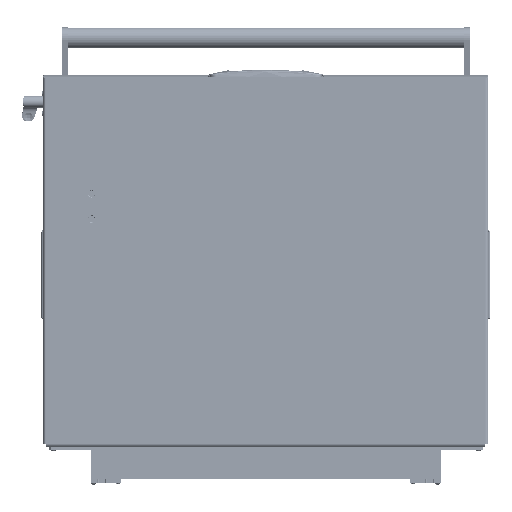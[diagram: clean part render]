
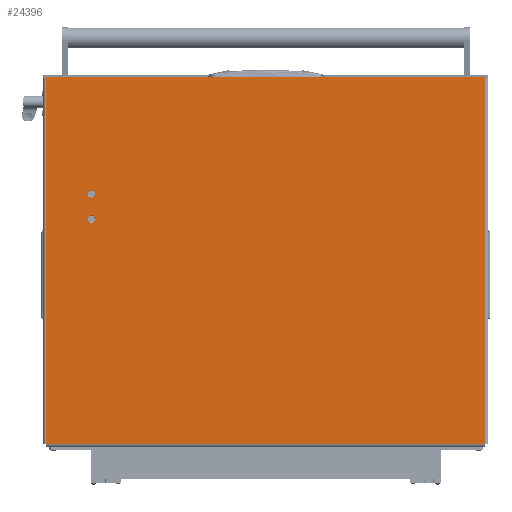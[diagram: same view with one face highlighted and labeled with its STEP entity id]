
A CAD part, front view. The second image highlights one B-rep face of the part: STEP entity #24396.
In plain terms, the highlighted face is planar.
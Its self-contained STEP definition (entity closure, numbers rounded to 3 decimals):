
#141 = CARTESIAN_POINT ( 'NONE',  ( 0., -4., 0. ) ) ;
#1470 = DIRECTION ( 'NONE',  ( 1., 0., 0. ) ) ;
#2500 = CIRCLE ( 'NONE', #2856, 5.2 ) ;
#2856 = AXIS2_PLACEMENT_3D ( 'NONE', #25532, #35947, #120669 ) ;
#4548 = ORIENTED_EDGE ( 'NONE', *, *, #122438, .F. ) ;
#4559 = CARTESIAN_POINT ( 'NONE',  ( 0., 610., 0. ) ) ;
#5168 = DIRECTION ( 'NONE',  ( -1., 0., 0. ) ) ;
#7097 = ORIENTED_EDGE ( 'NONE', *, *, #90733, .T. ) ;
#9061 = EDGE_CURVE ( 'NONE', #35084, #17907, #29686, .T. ) ;
#9933 = ORIENTED_EDGE ( 'NONE', *, *, #72949, .T. ) ;
#10040 = CARTESIAN_POINT ( 'NONE',  ( 195., 545., 0. ) ) ;
#10729 = CIRCLE ( 'NONE', #15032, 5.2 ) ;
#11363 = FACE_OUTER_BOUND ( 'NONE', #80294, .T. ) ;
#11404 = DIRECTION ( 'NONE',  ( -1., 0., 0. ) ) ;
#15032 = AXIS2_PLACEMENT_3D ( 'NONE', #130094, #89058, #48128 ) ;
#15863 = VECTOR ( 'NONE', #50089, 1000. ) ;
#16112 = DIRECTION ( 'NONE',  ( 1., 0., 0. ) ) ;
#16700 = DIRECTION ( 'NONE',  ( 0., -1., 0. ) ) ;
#17871 = EDGE_CURVE ( 'NONE', #48217, #74885, #77983, .T. ) ;
#17907 = VERTEX_POINT ( 'NONE', #60127 ) ;
#22149 = EDGE_CURVE ( 'NONE', #17907, #58581, #126459, .T. ) ;
#24396 = ADVANCED_FACE ( 'NONE', ( #48542, #103350, #11363 ), #103825, .T. ) ;
#25532 = CARTESIAN_POINT ( 'NONE',  ( 160., 545., 0. ) ) ;
#25724 = DIRECTION ( 'NONE',  ( 0., 1., 0. ) ) ;
#25835 = VERTEX_POINT ( 'NONE', #34813 ) ;
#27473 = VERTEX_POINT ( 'NONE', #4559 ) ;
#27837 = LINE ( 'NONE', #98028, #81080 ) ;
#29686 = LINE ( 'NONE', #141, #108708 ) ;
#29690 = CARTESIAN_POINT ( 'NONE',  ( -2., -2., 0. ) ) ;
#30421 = DIRECTION ( 'NONE',  ( 0., 1., 0. ) ) ;
#31669 = EDGE_CURVE ( 'NONE', #95454, #27473, #91014, .T. ) ;
#32522 = ORIENTED_EDGE ( 'NONE', *, *, #82941, .T. ) ;
#34598 = AXIS2_PLACEMENT_3D ( 'NONE', #10040, #80808, #60978 ) ;
#34813 = CARTESIAN_POINT ( 'NONE',  ( 154.8, 545., 0. ) ) ;
#35084 = VERTEX_POINT ( 'NONE', #37831 ) ;
#35366 = DIRECTION ( 'NONE',  ( 0., 0., -1. ) ) ;
#35947 = DIRECTION ( 'NONE',  ( 0., 0., -1. ) ) ;
#37831 = CARTESIAN_POINT ( 'NONE',  ( 0., -2., 0. ) ) ;
#38034 = LINE ( 'NONE', #86899, #113766 ) ;
#47778 = ORIENTED_EDGE ( 'NONE', *, *, #107251, .F. ) ;
#48128 = DIRECTION ( 'NONE',  ( -1., 0., 0. ) ) ;
#48217 = VERTEX_POINT ( 'NONE', #77533 ) ;
#48542 = FACE_BOUND ( 'NONE', #83516, .T. ) ;
#50089 = DIRECTION ( 'NONE',  ( -1., 0., 0. ) ) ;
#51960 = CARTESIAN_POINT ( 'NONE',  ( 506., 0., 0. ) ) ;
#52425 = DIRECTION ( 'NONE',  ( 0., 0., -1. ) ) ;
#53824 = CARTESIAN_POINT ( 'NONE',  ( 0., 0., 0. ) ) ;
#54413 = EDGE_CURVE ( 'NONE', #83505, #25835, #2500, .T. ) ;
#58581 = VERTEX_POINT ( 'NONE', #51960 ) ;
#58632 = ORIENTED_EDGE ( 'NONE', *, *, #54413, .F. ) ;
#59196 = VERTEX_POINT ( 'NONE', #70042 ) ;
#60127 = CARTESIAN_POINT ( 'NONE',  ( 0., 0., 0. ) ) ;
#60978 = DIRECTION ( 'NONE',  ( -1., 0., 0. ) ) ;
#62676 = EDGE_CURVE ( 'NONE', #59196, #95454, #119081, .T. ) ;
#64855 = ORIENTED_EDGE ( 'NONE', *, *, #31669, .F. ) ;
#68866 = AXIS2_PLACEMENT_3D ( 'NONE', #97071, #35366, #107471 ) ;
#69673 = CIRCLE ( 'NONE', #68866, 5.2 ) ;
#70042 = CARTESIAN_POINT ( 'NONE',  ( 506., 608., 0. ) ) ;
#72949 = EDGE_CURVE ( 'NONE', #117128, #121357, #86784, .T. ) ;
#73600 = CARTESIAN_POINT ( 'NONE',  ( 0., 608., 0. ) ) ;
#74885 = VERTEX_POINT ( 'NONE', #120602 ) ;
#75490 = CARTESIAN_POINT ( 'NONE',  ( 165.2, 545., 0. ) ) ;
#77533 = CARTESIAN_POINT ( 'NONE',  ( 189.8, 545., 0. ) ) ;
#77555 = CARTESIAN_POINT ( 'NONE',  ( -2., -4., 0. ) ) ;
#77983 = CIRCLE ( 'NONE', #34598, 5.2 ) ;
#78044 = VECTOR ( 'NONE', #1470, 1000. ) ;
#79947 = ORIENTED_EDGE ( 'NONE', *, *, #22149, .F. ) ;
#80294 = EDGE_LOOP ( 'NONE', ( #98552, #122529, #9933, #32522, #64855, #131230, #7097, #79947 ) ) ;
#80808 = DIRECTION ( 'NONE',  ( 0., 0., -1. ) ) ;
#81080 = VECTOR ( 'NONE', #5168, 1000. ) ;
#82941 = EDGE_CURVE ( 'NONE', #121357, #27473, #38034, .T. ) ;
#83505 = VERTEX_POINT ( 'NONE', #75490 ) ;
#83516 = EDGE_LOOP ( 'NONE', ( #4548, #58632 ) ) ;
#85685 = CARTESIAN_POINT ( 'NONE',  ( 0., -4., 0. ) ) ;
#86418 = ORIENTED_EDGE ( 'NONE', *, *, #17871, .F. ) ;
#86584 = DIRECTION ( 'NONE',  ( 0., 1., 0. ) ) ;
#86784 = LINE ( 'NONE', #77555, #131951 ) ;
#86899 = CARTESIAN_POINT ( 'NONE',  ( 0., 610., 0. ) ) ;
#88038 = EDGE_LOOP ( 'NONE', ( #86418, #47778 ) ) ;
#89058 = DIRECTION ( 'NONE',  ( 0., 0., -1. ) ) ;
#90733 = EDGE_CURVE ( 'NONE', #59196, #58581, #93025, .T. ) ;
#91014 = LINE ( 'NONE', #85685, #94251 ) ;
#93025 = LINE ( 'NONE', #110938, #117303 ) ;
#94251 = VECTOR ( 'NONE', #25724, 1000. ) ;
#95454 = VERTEX_POINT ( 'NONE', #73600 ) ;
#97071 = CARTESIAN_POINT ( 'NONE',  ( 160., 545., 0. ) ) ;
#98028 = CARTESIAN_POINT ( 'NONE',  ( 0., -2., 0. ) ) ;
#98552 = ORIENTED_EDGE ( 'NONE', *, *, #9061, .F. ) ;
#103350 = FACE_BOUND ( 'NONE', #88038, .T. ) ;
#103825 = PLANE ( 'NONE',  #132150 ) ;
#107251 = EDGE_CURVE ( 'NONE', #74885, #48217, #10729, .T. ) ;
#107471 = DIRECTION ( 'NONE',  ( -1., 0., 0. ) ) ;
#108708 = VECTOR ( 'NONE', #30421, 1000. ) ;
#110938 = CARTESIAN_POINT ( 'NONE',  ( 506., 608., 0. ) ) ;
#113766 = VECTOR ( 'NONE', #16112, 1000. ) ;
#114174 = CARTESIAN_POINT ( 'NONE',  ( 0., 608., 0. ) ) ;
#117128 = VERTEX_POINT ( 'NONE', #29690 ) ;
#117303 = VECTOR ( 'NONE', #16700, 1000. ) ;
#118013 = EDGE_CURVE ( 'NONE', #35084, #117128, #27837, .T. ) ;
#119081 = LINE ( 'NONE', #121730, #15863 ) ;
#120602 = CARTESIAN_POINT ( 'NONE',  ( 200.2, 545., 0. ) ) ;
#120669 = DIRECTION ( 'NONE',  ( -1., 0., 0. ) ) ;
#121357 = VERTEX_POINT ( 'NONE', #132519 ) ;
#121730 = CARTESIAN_POINT ( 'NONE',  ( 0., 608., 0. ) ) ;
#122438 = EDGE_CURVE ( 'NONE', #25835, #83505, #69673, .T. ) ;
#122529 = ORIENTED_EDGE ( 'NONE', *, *, #118013, .T. ) ;
#126459 = LINE ( 'NONE', #53824, #78044 ) ;
#130094 = CARTESIAN_POINT ( 'NONE',  ( 195., 545., 0. ) ) ;
#131230 = ORIENTED_EDGE ( 'NONE', *, *, #62676, .F. ) ;
#131951 = VECTOR ( 'NONE', #86584, 1000. ) ;
#132150 = AXIS2_PLACEMENT_3D ( 'NONE', #114174, #52425, #11404 ) ;
#132519 = CARTESIAN_POINT ( 'NONE',  ( -2., 610., 0. ) ) ;
